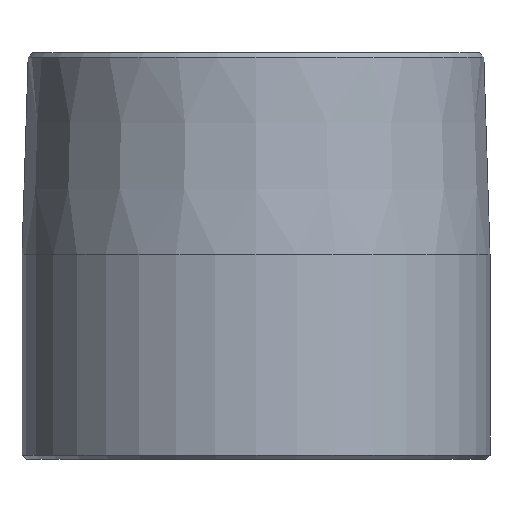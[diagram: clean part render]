
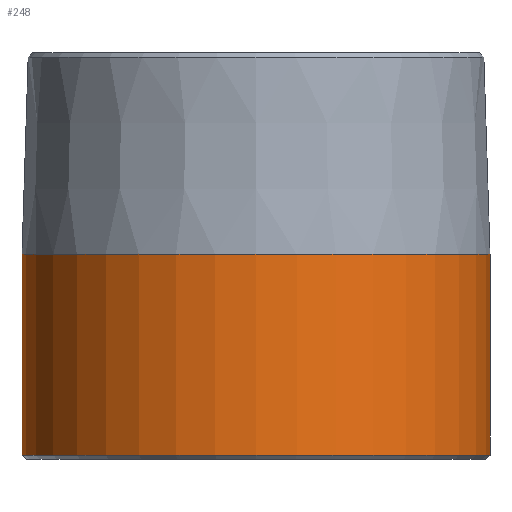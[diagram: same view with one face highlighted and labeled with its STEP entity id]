
A CAD part, front view. The second image highlights one B-rep face of the part: STEP entity #248.
In plain terms, the highlighted cylindrical face has radius 36.576 mm (diameter 73.152 mm), a partial arc.
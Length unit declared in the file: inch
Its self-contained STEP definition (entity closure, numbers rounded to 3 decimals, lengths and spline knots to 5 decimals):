
#33 = ORIENTED_EDGE ( 'NONE', *, *, #456, .T. ) ;
#39 = AXIS2_PLACEMENT_3D ( 'NONE', #104, #373, #110 ) ;
#51 = DIRECTION ( 'NONE',  ( 0., 0., -1. ) ) ;
#79 = ORIENTED_EDGE ( 'NONE', *, *, #206, .T. ) ;
#80 = LINE ( 'NONE', #124, #278 ) ;
#104 = CARTESIAN_POINT ( 'NONE',  ( 0., 0., 2.5 ) ) ;
#107 = CARTESIAN_POINT ( 'NONE',  ( 1.44, 0., 1.26 ) ) ;
#110 = DIRECTION ( 'NONE',  ( -1., 0., 0. ) ) ;
#124 = CARTESIAN_POINT ( 'NONE',  ( 1.44, 0., 2.5 ) ) ;
#135 = CARTESIAN_POINT ( 'NONE',  ( 0., 0., 0.025 ) ) ;
#161 = CIRCLE ( 'NONE', #409, 1.44 ) ;
#162 = LINE ( 'NONE', #281, #332 ) ;
#206 = EDGE_CURVE ( 'NONE', #320, #496, #161, .T. ) ;
#232 = EDGE_CURVE ( 'NONE', #262, #487, #371, .T. ) ;
#245 = CARTESIAN_POINT ( 'NONE',  ( 1.44, 0., 0.025 ) ) ;
#248 = ADVANCED_FACE ( 'NONE', ( #255 ), #378, .T. ) ;
#255 = FACE_OUTER_BOUND ( 'NONE', #265, .T. ) ;
#257 = AXIS2_PLACEMENT_3D ( 'NONE', #398, #51, #486 ) ;
#262 = VERTEX_POINT ( 'NONE', #107 ) ;
#265 = EDGE_LOOP ( 'NONE', ( #315, #428, #33, #79 ) ) ;
#278 = VECTOR ( 'NONE', #279, 39.37008 ) ;
#279 = DIRECTION ( 'NONE',  ( 0., 0., -1. ) ) ;
#281 = CARTESIAN_POINT ( 'NONE',  ( -1.44, 0., 2.5 ) ) ;
#288 = DIRECTION ( 'NONE',  ( 0., 0., 1. ) ) ;
#293 = CARTESIAN_POINT ( 'NONE',  ( -1.44, 0., 1.26 ) ) ;
#315 = ORIENTED_EDGE ( 'NONE', *, *, #473, .F. ) ;
#320 = VERTEX_POINT ( 'NONE', #338 ) ;
#332 = VECTOR ( 'NONE', #429, 39.37008 ) ;
#338 = CARTESIAN_POINT ( 'NONE',  ( -1.44, 0., 0.025 ) ) ;
#371 = CIRCLE ( 'NONE', #257, 1.44 ) ;
#373 = DIRECTION ( 'NONE',  ( 0., 0., -1. ) ) ;
#378 = CYLINDRICAL_SURFACE ( 'NONE', #39, 1.44 ) ;
#398 = CARTESIAN_POINT ( 'NONE',  ( 0., 0., 1.26 ) ) ;
#409 = AXIS2_PLACEMENT_3D ( 'NONE', #135, #288, #436 ) ;
#428 = ORIENTED_EDGE ( 'NONE', *, *, #232, .T. ) ;
#429 = DIRECTION ( 'NONE',  ( 0., 0., -1. ) ) ;
#436 = DIRECTION ( 'NONE',  ( 1., 0., 0. ) ) ;
#456 = EDGE_CURVE ( 'NONE', #487, #320, #162, .T. ) ;
#473 = EDGE_CURVE ( 'NONE', #262, #496, #80, .T. ) ;
#486 = DIRECTION ( 'NONE',  ( -1., 0., 0. ) ) ;
#487 = VERTEX_POINT ( 'NONE', #293 ) ;
#496 = VERTEX_POINT ( 'NONE', #245 ) ;
